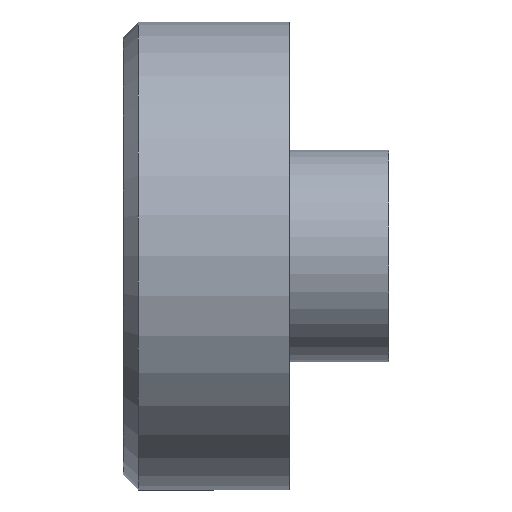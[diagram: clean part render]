
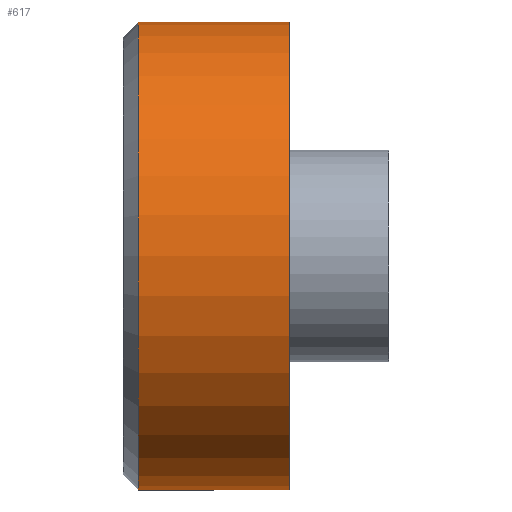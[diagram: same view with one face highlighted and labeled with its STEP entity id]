
A CAD part, top view. The second image highlights one B-rep face of the part: STEP entity #617.
In plain terms, the highlighted cylindrical face has radius 15.5 mm (diameter 31 mm), a partial arc.
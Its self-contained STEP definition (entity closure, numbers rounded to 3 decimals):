
#4 = VERTEX_POINT ( 'NONE', #736 ) ;
#8 = EDGE_LOOP ( 'NONE', ( #423, #585, #819, #273 ) ) ;
#20 = LINE ( 'NONE', #193, #127 ) ;
#54 = DIRECTION ( 'NONE',  ( -1., 0., 0. ) ) ;
#103 = AXIS2_PLACEMENT_3D ( 'NONE', #648, #640, #471 ) ;
#116 = VERTEX_POINT ( 'NONE', #200 ) ;
#127 = VECTOR ( 'NONE', #631, 1000. ) ;
#193 = CARTESIAN_POINT ( 'NONE',  ( -30.605, -15.5, 0. ) ) ;
#200 = CARTESIAN_POINT ( 'NONE',  ( 0., -15.5, 0. ) ) ;
#225 = VECTOR ( 'NONE', #54, 1000. ) ;
#256 = FACE_OUTER_BOUND ( 'NONE', #8, .T. ) ;
#273 = ORIENTED_EDGE ( 'NONE', *, *, #276, .F. ) ;
#276 = EDGE_CURVE ( 'NONE', #116, #579, #20, .T. ) ;
#297 = VERTEX_POINT ( 'NONE', #702 ) ;
#324 = AXIS2_PLACEMENT_3D ( 'NONE', #727, #1049, #1066 ) ;
#334 = EDGE_CURVE ( 'NONE', #4, #579, #1032, .T. ) ;
#423 = ORIENTED_EDGE ( 'NONE', *, *, #887, .T. ) ;
#469 = DIRECTION ( 'NONE',  ( 0., -1., 0. ) ) ;
#471 = DIRECTION ( 'NONE',  ( 0., -1., 0. ) ) ;
#579 = VERTEX_POINT ( 'NONE', #935 ) ;
#585 = ORIENTED_EDGE ( 'NONE', *, *, #799, .T. ) ;
#599 = CYLINDRICAL_SURFACE ( 'NONE', #797, 15.5 ) ;
#603 = DIRECTION ( 'NONE',  ( -1., 0., 0. ) ) ;
#617 = ADVANCED_FACE ( 'NONE', ( #256 ), #599, .T. ) ;
#631 = DIRECTION ( 'NONE',  ( -1., 0., 0. ) ) ;
#640 = DIRECTION ( 'NONE',  ( -1., 0., 0. ) ) ;
#648 = CARTESIAN_POINT ( 'NONE',  ( 0., 0., 0. ) ) ;
#702 = CARTESIAN_POINT ( 'NONE',  ( 0., 15.5, 0. ) ) ;
#727 = CARTESIAN_POINT ( 'NONE',  ( -10., 0., 0. ) ) ;
#736 = CARTESIAN_POINT ( 'NONE',  ( -10., 15.5, 0. ) ) ;
#753 = LINE ( 'NONE', #818, #225 ) ;
#797 = AXIS2_PLACEMENT_3D ( 'NONE', #852, #603, #469 ) ;
#798 = CIRCLE ( 'NONE', #103, 15.5 ) ;
#799 = EDGE_CURVE ( 'NONE', #297, #4, #753, .T. ) ;
#818 = CARTESIAN_POINT ( 'NONE',  ( -30.605, 15.5, 0. ) ) ;
#819 = ORIENTED_EDGE ( 'NONE', *, *, #334, .T. ) ;
#852 = CARTESIAN_POINT ( 'NONE',  ( -30.605, 0., 0. ) ) ;
#887 = EDGE_CURVE ( 'NONE', #116, #297, #798, .T. ) ;
#935 = CARTESIAN_POINT ( 'NONE',  ( -10., -15.5, 0. ) ) ;
#1032 = CIRCLE ( 'NONE', #324, 15.5 ) ;
#1049 = DIRECTION ( 'NONE',  ( 1., 0., 0. ) ) ;
#1066 = DIRECTION ( 'NONE',  ( 0., 1., 0. ) ) ;
